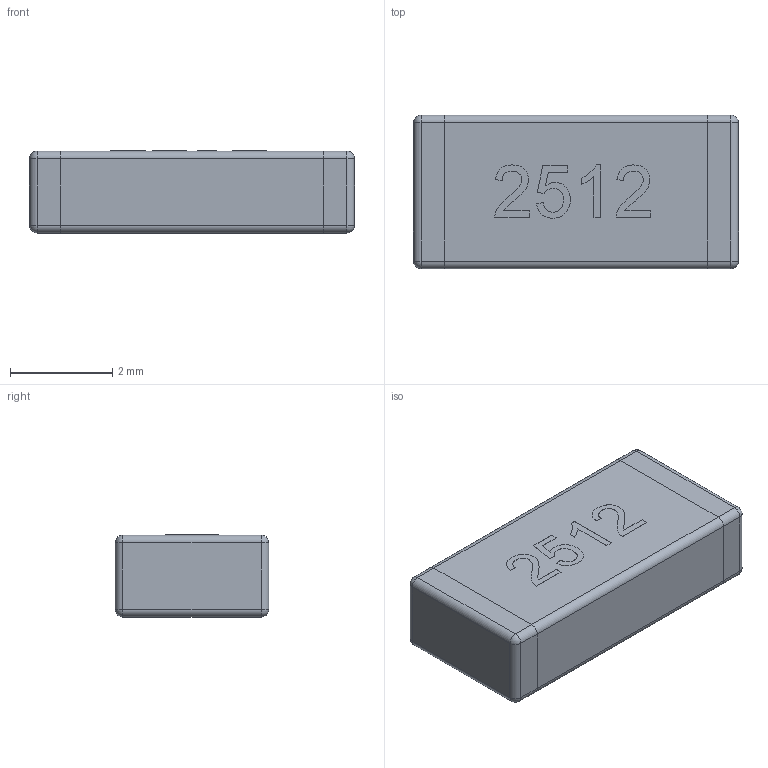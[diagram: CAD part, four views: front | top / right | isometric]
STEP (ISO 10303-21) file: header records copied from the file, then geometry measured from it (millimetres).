
FILE_DESCRIPTION(('Open CASCADE Model'),'2;1');
FILE_NAME('Open CASCADE Shape Model','2010-04-23T10:25:29',('Author'),( 'Open CASCADE'),'Open CASCADE STEP processor 6.3','Open CASCADE 6.3' ,'Unknown');
FILE_SCHEMA(('AUTOMOTIVE_DESIGN_CC2 { 1 2 10303 214 -1 1 5 4 }'));
Length unit declared in the file: millimetre
Products named in the file (1): Open CASCADE STEP translator 6.3 3
Bounding box: 6.35 x 3 x 1.6 mm (x, y, z)
Volume: 30.3 mm3; surface area: 65.2 mm2
Topology: 1 solids, 1 shells, 95 faces, 235 edges, 138 vertices
Faces by surface type: plane 38, bspline 29, cylinder 20, sphere 8
Entity records: 8726 total; most frequent: CARTESIAN_POINT 4650, DIRECTION 569, ORIENTED_EDGE 454, PCURVE 454, DEFINITIONAL_REPRESENTATION 454, LINE 371, VECTOR 371, B_SPLINE_CURVE_WITH_KNOTS 278
